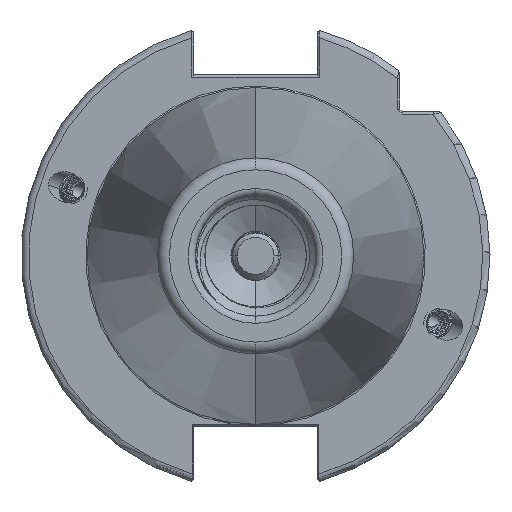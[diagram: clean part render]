
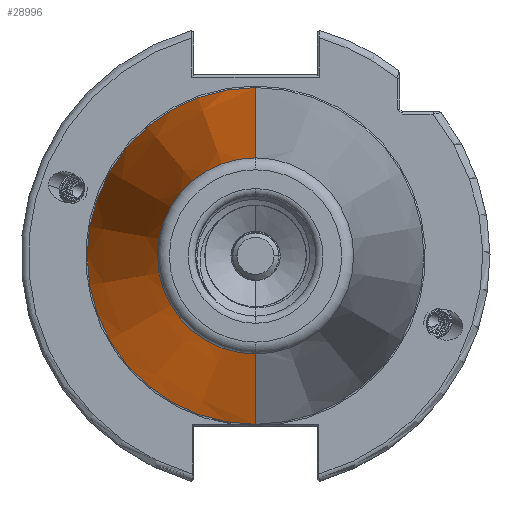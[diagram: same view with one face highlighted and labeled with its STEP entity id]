
A CAD part, left-side view. The second image highlights one B-rep face of the part: STEP entity #28996.
In plain terms, the highlighted conical face has half-angle 8.297 degrees and reference radius 35.392 mm.
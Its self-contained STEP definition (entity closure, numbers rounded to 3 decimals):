
#1955 = DIRECTION ( 'NONE',  ( 0., 0., -1. ) ) ;
#1991 = CARTESIAN_POINT ( 'NONE',  ( 0., 0., 0. ) ) ;
#2044 = DIRECTION ( 'NONE',  ( 1., 0., 0. ) ) ;
#3109 = FACE_OUTER_BOUND ( 'NONE', #14343, .T. ) ;
#3119 = CONICAL_SURFACE ( 'NONE', #13901, 35.392, 0.145 ) ;
#4613 = DIRECTION ( 'NONE',  ( 0., 1., 0. ) ) ;
#4620 = CARTESIAN_POINT ( 'NONE',  ( -2.5, 0., 0. ) ) ;
#4627 = CARTESIAN_POINT ( 'NONE',  ( 0., 0., -35.392 ) ) ;
#4628 = DIRECTION ( 'NONE',  ( 1., 0., 0. ) ) ;
#4630 = DIRECTION ( 'NONE',  ( 0.99, 0., -0.144 ) ) ;
#4770 = CARTESIAN_POINT ( 'NONE',  ( -2.5, 0., 0. ) ) ;
#4773 = CARTESIAN_POINT ( 'NONE',  ( 0., 0., 35.392 ) ) ;
#4775 = DIRECTION ( 'NONE',  ( 1., 0., 0. ) ) ;
#4780 = DIRECTION ( 'NONE',  ( 0., 1., 0. ) ) ;
#4787 = DIRECTION ( 'NONE',  ( 0.99, 0., 0.144 ) ) ;
#6670 = ORIENTED_EDGE ( 'NONE', *, *, #28586, .F. ) ;
#6671 = ORIENTED_EDGE ( 'NONE', *, *, #28588, .F. ) ;
#6673 = ORIENTED_EDGE ( 'NONE', *, *, #28613, .F. ) ;
#6683 = ORIENTED_EDGE ( 'NONE', *, *, #28610, .T. ) ;
#6721 = ORIENTED_EDGE ( 'NONE', *, *, #28536, .T. ) ;
#6861 = VERTEX_POINT ( 'NONE', #12173 ) ;
#6876 = VERTEX_POINT ( 'NONE', #12159 ) ;
#6878 = VERTEX_POINT ( 'NONE', #12122 ) ;
#6924 = VERTEX_POINT ( 'NONE', #12225 ) ;
#6953 = VERTEX_POINT ( 'NONE', #12190 ) ;
#12122 = CARTESIAN_POINT ( 'NONE',  ( -102.811, 0., -20.399 ) ) ;
#12159 = CARTESIAN_POINT ( 'NONE',  ( -102.811, 0., 20.399 ) ) ;
#12173 = CARTESIAN_POINT ( 'NONE',  ( -2.5, 0., 35.027 ) ) ;
#12190 = CARTESIAN_POINT ( 'NONE',  ( -2.5, 0., -35.027 ) ) ;
#12225 = CARTESIAN_POINT ( 'NONE',  ( -2.5, 35.027, 0. ) ) ;
#12910 = CIRCLE ( 'NONE', #13661, 20.399 ) ;
#12938 = VECTOR ( 'NONE', #4630, 1000. ) ;
#12961 = LINE ( 'NONE', #4627, #12938 ) ;
#12970 = LINE ( 'NONE', #4773, #12972 ) ;
#12972 = VECTOR ( 'NONE', #4787, 1000. ) ;
#12988 = CIRCLE ( 'NONE', #13646, 35.027 ) ;
#13081 = CIRCLE ( 'NONE', #13678, 35.027 ) ;
#13646 = AXIS2_PLACEMENT_3D ( 'NONE', #4620, #4628, #4613 ) ;
#13661 = AXIS2_PLACEMENT_3D ( 'NONE', #22193, #22237, #22210 ) ;
#13678 = AXIS2_PLACEMENT_3D ( 'NONE', #4770, #4775, #4780 ) ;
#13901 = AXIS2_PLACEMENT_3D ( 'NONE', #1991, #2044, #1955 ) ;
#14343 = EDGE_LOOP ( 'NONE', ( #6721, #6683, #6671, #6673, #6670 ) ) ;
#22193 = CARTESIAN_POINT ( 'NONE',  ( -102.811, 0., 0. ) ) ;
#22210 = DIRECTION ( 'NONE',  ( 0., 0., 1. ) ) ;
#22237 = DIRECTION ( 'NONE',  ( 1., 0., 0. ) ) ;
#28536 = EDGE_CURVE ( 'NONE', #6878, #6876, #12910, .T. ) ;
#28586 = EDGE_CURVE ( 'NONE', #6878, #6953, #12961, .T. ) ;
#28588 = EDGE_CURVE ( 'NONE', #6924, #6861, #12988, .T. ) ;
#28610 = EDGE_CURVE ( 'NONE', #6876, #6861, #12970, .T. ) ;
#28613 = EDGE_CURVE ( 'NONE', #6953, #6924, #13081, .T. ) ;
#28996 = ADVANCED_FACE ( 'NONE', ( #3109 ), #3119, .T. ) ;
